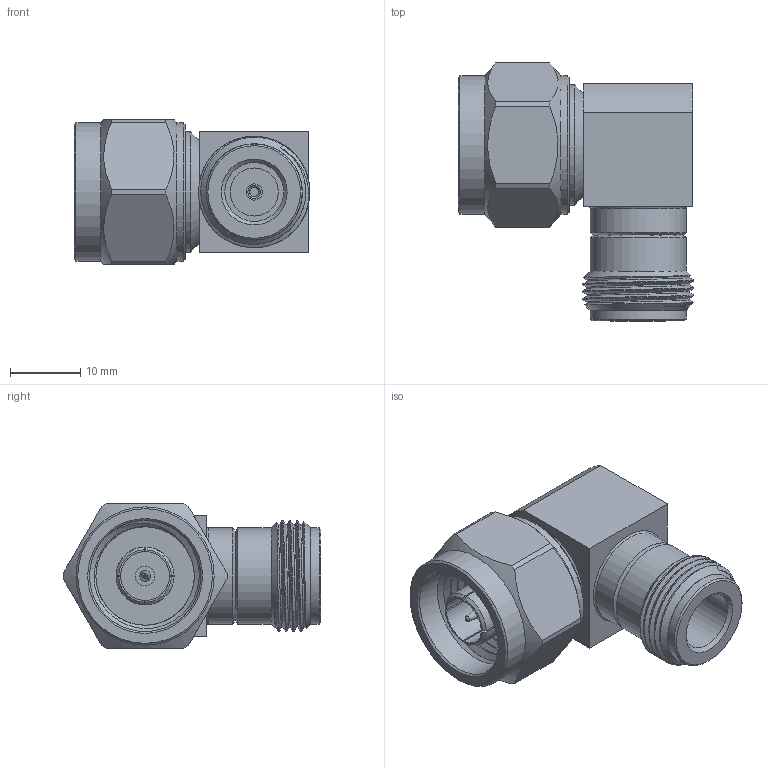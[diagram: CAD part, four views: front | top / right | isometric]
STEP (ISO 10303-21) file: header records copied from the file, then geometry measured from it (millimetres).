
FILE_DESCRIPTION (( 'STEP AP203' ), '1' );
FILE_NAME ('SM4536_3D.step', '2022-01-24T21:34:46', ( '' ), ( '' ), 'SwSTEP 2.0', 'SolidWorks 2021', '' );
FILE_SCHEMA (( 'CONFIG_CONTROL_DESIGN' ));
Length unit declared in the file: inch
Products named in the file (1): SM4536_3D
Bounding box: 33.62 x 36.8 x 20.64 mm (x, y, z)
Volume: 10786.6 mm3; surface area: 5397.2 mm2
Topology: 1 solids, 1 shells, 120 faces, 306 edges, 200 vertices
Faces by surface type: plane 52, cylinder 37, cone 23, bspline 7, torus 1
Full cylindrical faces by diameter (mm): 1.27 x1, 1.524 x1, 2.286 x1, 2.794 x1, 6.858 x1, 6.985 x1, 8.255 x1, 8.382 x1, 13.716 x3, 15.875 x5, 17.175 x1, 19.715 x2
Entity records: 6691 total; most frequent: CARTESIAN_POINT 4183, ORIENTED_EDGE 496, DIRECTION 472, EDGE_CURVE 248, AXIS2_PLACEMENT_3D 197, VERTEX_POINT 178, EDGE_LOOP 156, FACE_OUTER_BOUND 131
